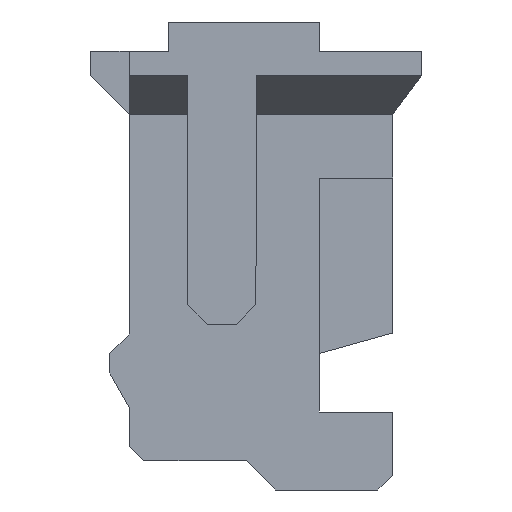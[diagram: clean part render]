
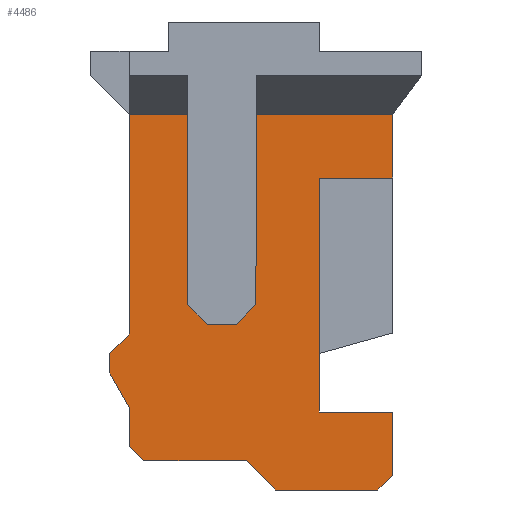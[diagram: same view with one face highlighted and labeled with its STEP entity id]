
A CAD part, left-side view. The second image highlights one B-rep face of the part: STEP entity #4486.
In plain terms, the highlighted planar face has unit normal (-1, 0, 0).
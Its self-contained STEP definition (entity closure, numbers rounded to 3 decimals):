
#527=ORIENTED_EDGE('',*,*,#1766,.T.);
#528=ORIENTED_EDGE('',*,*,#1767,.T.);
#529=ORIENTED_EDGE('',*,*,#1510,.T.);
#530=ORIENTED_EDGE('',*,*,#1768,.F.);
#531=ORIENTED_EDGE('',*,*,#1769,.T.);
#532=ORIENTED_EDGE('',*,*,#1770,.T.);
#533=ORIENTED_EDGE('',*,*,#1461,.T.);
#534=ORIENTED_EDGE('',*,*,#1771,.F.);
#535=ORIENTED_EDGE('',*,*,#1772,.F.);
#536=ORIENTED_EDGE('',*,*,#1773,.F.);
#537=ORIENTED_EDGE('',*,*,#1774,.F.);
#538=ORIENTED_EDGE('',*,*,#1775,.F.);
#539=ORIENTED_EDGE('',*,*,#1776,.F.);
#540=ORIENTED_EDGE('',*,*,#1777,.F.);
#541=ORIENTED_EDGE('',*,*,#1433,.T.);
#542=ORIENTED_EDGE('',*,*,#1778,.T.);
#543=ORIENTED_EDGE('',*,*,#1779,.T.);
#544=ORIENTED_EDGE('',*,*,#1780,.T.);
#545=ORIENTED_EDGE('',*,*,#1429,.T.);
#546=ORIENTED_EDGE('',*,*,#1781,.T.);
#547=ORIENTED_EDGE('',*,*,#1782,.F.);
#548=ORIENTED_EDGE('',*,*,#1783,.F.);
#1429=EDGE_CURVE('',#2079,#2078,#2496,.T.);
#1433=EDGE_CURVE('',#2083,#2082,#2500,.T.);
#1461=EDGE_CURVE('',#2105,#2074,#2527,.T.);
#1510=EDGE_CURVE('',#2147,#2148,#2576,.T.);
#1766=EDGE_CURVE('',#2343,#2344,#2826,.T.);
#1767=EDGE_CURVE('',#2344,#2147,#2827,.T.);
#1768=EDGE_CURVE('',#2345,#2148,#2828,.T.);
#1769=EDGE_CURVE('',#2345,#2346,#2829,.T.);
#1770=EDGE_CURVE('',#2346,#2105,#2830,.T.);
#1771=EDGE_CURVE('',#2347,#2074,#2831,.T.);
#1772=EDGE_CURVE('',#2348,#2347,#2832,.T.);
#1773=EDGE_CURVE('',#2349,#2348,#2833,.T.);
#1774=EDGE_CURVE('',#2350,#2349,#2834,.T.);
#1775=EDGE_CURVE('',#2351,#2350,#2835,.T.);
#1776=EDGE_CURVE('',#2352,#2351,#2836,.T.);
#1777=EDGE_CURVE('',#2083,#2352,#2837,.T.);
#1778=EDGE_CURVE('',#2082,#2353,#2838,.T.);
#1779=EDGE_CURVE('',#2353,#2354,#2839,.T.);
#1780=EDGE_CURVE('',#2354,#2079,#2840,.T.);
#1781=EDGE_CURVE('',#2078,#2355,#2841,.F.);
#1782=EDGE_CURVE('',#2356,#2355,#2842,.T.);
#1783=EDGE_CURVE('',#2343,#2356,#2843,.T.);
#2074=VERTEX_POINT('',#6187);
#2078=VERTEX_POINT('',#6196);
#2079=VERTEX_POINT('',#6198);
#2082=VERTEX_POINT('',#6204);
#2083=VERTEX_POINT('',#6206);
#2105=VERTEX_POINT('',#6258);
#2147=VERTEX_POINT('',#6355);
#2148=VERTEX_POINT('',#6356);
#2343=VERTEX_POINT('',#6860);
#2344=VERTEX_POINT('',#6861);
#2345=VERTEX_POINT('',#6864);
#2346=VERTEX_POINT('',#6866);
#2347=VERTEX_POINT('',#6869);
#2348=VERTEX_POINT('',#6871);
#2349=VERTEX_POINT('',#6873);
#2350=VERTEX_POINT('',#6875);
#2351=VERTEX_POINT('',#6877);
#2352=VERTEX_POINT('',#6879);
#2353=VERTEX_POINT('',#6882);
#2354=VERTEX_POINT('',#6884);
#2355=VERTEX_POINT('',#6887);
#2356=VERTEX_POINT('',#6889);
#2496=LINE('',#6197,#3137);
#2500=LINE('',#6205,#3141);
#2527=LINE('',#6257,#3168);
#2576=LINE('',#6354,#3217);
#2826=LINE('',#6859,#3467);
#2827=LINE('',#6862,#3468);
#2828=LINE('',#6863,#3469);
#2829=LINE('',#6865,#3470);
#2830=LINE('',#6867,#3471);
#2831=LINE('',#6868,#3472);
#2832=LINE('',#6870,#3473);
#2833=LINE('',#6872,#3474);
#2834=LINE('',#6874,#3475);
#2835=LINE('',#6876,#3476);
#2836=LINE('',#6878,#3477);
#2837=LINE('',#6880,#3478);
#2838=LINE('',#6881,#3479);
#2839=LINE('',#6883,#3480);
#2840=LINE('',#6885,#3481);
#2841=LINE('',#6886,#3482);
#2842=LINE('',#6888,#3483);
#2843=LINE('',#6890,#3484);
#3137=VECTOR('',#5002,1000.);
#3141=VECTOR('',#5006,1000.);
#3168=VECTOR('',#5039,1000.);
#3217=VECTOR('',#5100,1000.);
#3467=VECTOR('',#5468,1000.);
#3468=VECTOR('',#5469,1000.);
#3469=VECTOR('',#5470,1000.);
#3470=VECTOR('',#5471,1000.);
#3471=VECTOR('',#5472,1000.);
#3472=VECTOR('',#5473,1000.);
#3473=VECTOR('',#5474,1000.);
#3474=VECTOR('',#5475,1000.);
#3475=VECTOR('',#5476,1000.);
#3476=VECTOR('',#5477,1000.);
#3477=VECTOR('',#5478,1000.);
#3478=VECTOR('',#5479,1000.);
#3479=VECTOR('',#5480,1000.);
#3480=VECTOR('',#5481,1000.);
#3481=VECTOR('',#5482,1000.);
#3482=VECTOR('',#5483,1000.);
#3483=VECTOR('',#5484,1000.);
#3484=VECTOR('',#5485,1000.);
#3772=EDGE_LOOP('',(#527,#528,#529,#530,#531,#532,#533,#534,#535,#536,#537,
#538,#539,#540,#541,#542,#543,#544,#545,#546,#547,#548));
#4017=FACE_BOUND('',#3772,.T.);
#4262=PLANE('',#4739);
#4486=ADVANCED_FACE('',(#4017),#4262,.F.);
#4739=AXIS2_PLACEMENT_3D('',#6858,#5466,#5467);
#5002=DIRECTION('',(0.,0.,-1.));
#5006=DIRECTION('',(0.,0.,-1.));
#5039=DIRECTION('',(0.,0.,1.));
#5100=DIRECTION('',(0.,0.,1.));
#5466=DIRECTION('',(1.,0.,0.));
#5467=DIRECTION('',(0.,0.,-1.));
#5468=DIRECTION('',(0.,-1.,0.));
#5469=DIRECTION('',(0.,-0.707,0.707));
#5470=DIRECTION('',(0.,-1.,0.));
#5471=DIRECTION('',(0.,0.,1.));
#5472=DIRECTION('',(0.,-1.,0.));
#5473=DIRECTION('',(0.,-1.,0.));
#5474=DIRECTION('',(0.,0.,1.));
#5475=DIRECTION('',(0.,-0.707,0.707));
#5476=DIRECTION('',(0.,-1.,0.));
#5477=DIRECTION('',(0.,-0.707,-0.707));
#5478=DIRECTION('',(0.,0.,-1.));
#5479=DIRECTION('',(0.,-1.,0.));
#5480=DIRECTION('',(0.,0.707,-0.707));
#5481=DIRECTION('',(0.,0.,-1.));
#5482=DIRECTION('',(0.,-0.496,-0.868));
#5483=DIRECTION('',(0.,0.707,0.707));
#5484=DIRECTION('',(0.,1.,0.));
#5485=DIRECTION('',(0.,0.707,0.707));
#6187=CARTESIAN_POINT('',(-5.4,-1.2,1.45));
#6196=CARTESIAN_POINT('',(-5.4,1.5,-1.95));
#6197=CARTESIAN_POINT('',(-5.4,1.5,2.4));
#6198=CARTESIAN_POINT('',(-5.4,1.5,-1.55));
#6204=CARTESIAN_POINT('',(-5.4,1.5,-0.8));
#6205=CARTESIAN_POINT('',(-5.4,1.5,2.4));
#6206=CARTESIAN_POINT('',(-5.4,1.5,1.45));
#6257=CARTESIAN_POINT('',(-5.4,-1.2,-2.4));
#6258=CARTESIAN_POINT('',(-5.4,-1.2,0.8));
#6354=CARTESIAN_POINT('',(-5.4,-1.2,-2.4));
#6355=CARTESIAN_POINT('',(-5.4,-1.2,-2.25));
#6356=CARTESIAN_POINT('',(-5.4,-1.2,-1.6));
#6858=CARTESIAN_POINT('',(-5.4,11.815,-2.4));
#6859=CARTESIAN_POINT('',(-5.4,11.815,-2.4));
#6860=CARTESIAN_POINT('',(-5.4,0.,-2.4));
#6861=CARTESIAN_POINT('',(-5.4,-1.05,-2.4));
#6862=CARTESIAN_POINT('',(-5.4,-1.05,-2.4));
#6863=CARTESIAN_POINT('',(-5.4,-0.45,-1.6));
#6864=CARTESIAN_POINT('',(-5.4,-0.45,-1.6));
#6865=CARTESIAN_POINT('',(-5.4,-0.45,0.8));
#6866=CARTESIAN_POINT('',(-5.4,-0.45,0.8));
#6867=CARTESIAN_POINT('',(-5.4,-0.45,0.8));
#6868=CARTESIAN_POINT('',(-5.4,11.815,1.45));
#6869=CARTESIAN_POINT('',(-5.4,0.2,1.45));
#6870=CARTESIAN_POINT('',(-5.4,0.2,-2.4));
#6871=CARTESIAN_POINT('',(-5.4,0.2,-0.5));
#6872=CARTESIAN_POINT('',(-5.4,6.957,-7.257));
#6873=CARTESIAN_POINT('',(-5.4,0.4,-0.7));
#6874=CARTESIAN_POINT('',(-5.4,11.815,-0.7));
#6875=CARTESIAN_POINT('',(-5.4,0.7,-0.7));
#6876=CARTESIAN_POINT('',(-5.4,5.407,4.007));
#6877=CARTESIAN_POINT('',(-5.4,0.9,-0.5));
#6878=CARTESIAN_POINT('',(-5.4,0.9,-2.4));
#6879=CARTESIAN_POINT('',(-5.4,0.9,1.45));
#6880=CARTESIAN_POINT('',(-5.4,11.815,1.45));
#6881=CARTESIAN_POINT('',(-5.4,1.5,-0.8));
#6882=CARTESIAN_POINT('',(-5.4,1.7,-1.));
#6883=CARTESIAN_POINT('',(-5.4,1.7,-0.8));
#6884=CARTESIAN_POINT('',(-5.4,1.7,-1.2));
#6885=CARTESIAN_POINT('',(-5.4,1.5,-1.55));
#6886=CARTESIAN_POINT('',(-5.4,1.35,-2.1));
#6887=CARTESIAN_POINT('',(-5.4,1.35,-2.1));
#6888=CARTESIAN_POINT('',(-5.4,11.815,-2.1));
#6889=CARTESIAN_POINT('',(-5.4,0.3,-2.1));
#6890=CARTESIAN_POINT('',(-5.4,5.907,3.507));
